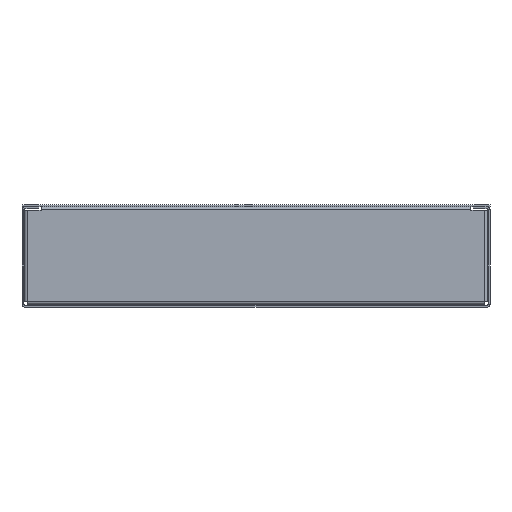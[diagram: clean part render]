
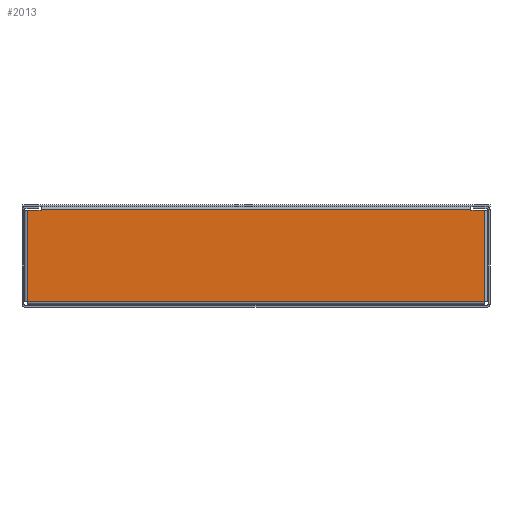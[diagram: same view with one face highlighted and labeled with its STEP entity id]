
A CAD part, front view. The second image highlights one B-rep face of the part: STEP entity #2013.
In plain terms, the highlighted planar face has unit normal (0, -1, 0).
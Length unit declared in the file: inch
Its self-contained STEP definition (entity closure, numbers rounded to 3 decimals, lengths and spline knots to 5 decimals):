
#96 = CARTESIAN_POINT ( 'NONE',  ( 6.429, -8., 2.914 ) ) ;
#117 = EDGE_CURVE ( 'NONE', #4467, #4160, #5762, .T. ) ;
#198 = LINE ( 'NONE', #6181, #1785 ) ;
#254 = VERTEX_POINT ( 'NONE', #5134 ) ;
#275 = LINE ( 'NONE', #1689, #4696 ) ;
#448 = EDGE_CURVE ( 'NONE', #1810, #5880, #2167, .T. ) ;
#537 = VECTOR ( 'NONE', #4241, 39.37008 ) ;
#666 = CARTESIAN_POINT ( 'NONE',  ( -6.844, -8., 2.9 ) ) ;
#690 = CARTESIAN_POINT ( 'NONE',  ( 6.429, -8., 2.9 ) ) ;
#695 = VERTEX_POINT ( 'NONE', #4003 ) ;
#789 = DIRECTION ( 'NONE',  ( 0., 0., -1. ) ) ;
#895 = EDGE_LOOP ( 'NONE', ( #3247, #3817, #4926, #3819, #3208, #4947, #6061, #3681 ) ) ;
#941 = VECTOR ( 'NONE', #1964, 39.37008 ) ;
#1011 = CARTESIAN_POINT ( 'NONE',  ( 6.429, -8., 2.9 ) ) ;
#1206 = CARTESIAN_POINT ( 'NONE',  ( -6.844, -8., 2.9 ) ) ;
#1607 = LINE ( 'NONE', #3217, #5737 ) ;
#1629 = CARTESIAN_POINT ( 'NONE',  ( -6.429, -8., 2.9 ) ) ;
#1656 = VERTEX_POINT ( 'NONE', #6180 ) ;
#1689 = CARTESIAN_POINT ( 'NONE',  ( -6.844, -8., 2.9 ) ) ;
#1690 = EDGE_CURVE ( 'NONE', #254, #3385, #5295, .T. ) ;
#1785 = VECTOR ( 'NONE', #2601, 39.37008 ) ;
#1810 = VERTEX_POINT ( 'NONE', #96 ) ;
#1964 = DIRECTION ( 'NONE',  ( 0., 0., 1. ) ) ;
#2013 = ADVANCED_FACE ( 'NONE', ( #5172 ), #5769, .F. ) ;
#2125 = VECTOR ( 'NONE', #789, 39.37008 ) ;
#2167 = LINE ( 'NONE', #690, #537 ) ;
#2283 = DIRECTION ( 'NONE',  ( -1., 0., 0. ) ) ;
#2346 = EDGE_CURVE ( 'NONE', #695, #4467, #275, .T. ) ;
#2476 = VECTOR ( 'NONE', #5978, 39.37008 ) ;
#2601 = DIRECTION ( 'NONE',  ( -1., 0., 0. ) ) ;
#2789 = AXIS2_PLACEMENT_3D ( 'NONE', #666, #3273, #2283 ) ;
#3017 = LINE ( 'NONE', #3978, #2476 ) ;
#3208 = ORIENTED_EDGE ( 'NONE', *, *, #5531, .F. ) ;
#3217 = CARTESIAN_POINT ( 'NONE',  ( -6.844, -8., 2.9 ) ) ;
#3247 = ORIENTED_EDGE ( 'NONE', *, *, #3856, .F. ) ;
#3273 = DIRECTION ( 'NONE',  ( 0., 1., 0. ) ) ;
#3297 = DIRECTION ( 'NONE',  ( 1., 0., 0. ) ) ;
#3385 = VERTEX_POINT ( 'NONE', #4863 ) ;
#3574 = DIRECTION ( 'NONE',  ( 1., 0., 0. ) ) ;
#3681 = ORIENTED_EDGE ( 'NONE', *, *, #448, .F. ) ;
#3817 = ORIENTED_EDGE ( 'NONE', *, *, #117, .F. ) ;
#3819 = ORIENTED_EDGE ( 'NONE', *, *, #4027, .F. ) ;
#3856 = EDGE_CURVE ( 'NONE', #4160, #1810, #3017, .T. ) ;
#3978 = CARTESIAN_POINT ( 'NONE',  ( -6.844, -8., 2.914 ) ) ;
#4003 = CARTESIAN_POINT ( 'NONE',  ( -6.844, -8., 2.9 ) ) ;
#4027 = EDGE_CURVE ( 'NONE', #1656, #695, #1607, .T. ) ;
#4160 = VERTEX_POINT ( 'NONE', #5775 ) ;
#4241 = DIRECTION ( 'NONE',  ( 0., 0., -1. ) ) ;
#4467 = VERTEX_POINT ( 'NONE', #1629 ) ;
#4696 = VECTOR ( 'NONE', #3297, 39.37008 ) ;
#4863 = CARTESIAN_POINT ( 'NONE',  ( 6.844, -8., 0.166 ) ) ;
#4926 = ORIENTED_EDGE ( 'NONE', *, *, #2346, .F. ) ;
#4947 = ORIENTED_EDGE ( 'NONE', *, *, #1690, .F. ) ;
#4950 = VECTOR ( 'NONE', #3574, 39.37008 ) ;
#5134 = CARTESIAN_POINT ( 'NONE',  ( 6.844, -8., 2.9 ) ) ;
#5172 = FACE_OUTER_BOUND ( 'NONE', #895, .T. ) ;
#5295 = LINE ( 'NONE', #6211, #2125 ) ;
#5490 = CARTESIAN_POINT ( 'NONE',  ( -6.429, -8., 2.9 ) ) ;
#5531 = EDGE_CURVE ( 'NONE', #3385, #1656, #198, .T. ) ;
#5713 = LINE ( 'NONE', #1206, #4950 ) ;
#5737 = VECTOR ( 'NONE', #6173, 39.37008 ) ;
#5762 = LINE ( 'NONE', #5490, #941 ) ;
#5769 = PLANE ( 'NONE',  #2789 ) ;
#5775 = CARTESIAN_POINT ( 'NONE',  ( -6.429, -8., 2.914 ) ) ;
#5880 = VERTEX_POINT ( 'NONE', #1011 ) ;
#5964 = EDGE_CURVE ( 'NONE', #5880, #254, #5713, .T. ) ;
#5978 = DIRECTION ( 'NONE',  ( 1., 0., 0. ) ) ;
#6061 = ORIENTED_EDGE ( 'NONE', *, *, #5964, .F. ) ;
#6173 = DIRECTION ( 'NONE',  ( 0., 0., 1. ) ) ;
#6180 = CARTESIAN_POINT ( 'NONE',  ( -6.844, -8., 0.166 ) ) ;
#6181 = CARTESIAN_POINT ( 'NONE',  ( -6.844, -8., 0.166 ) ) ;
#6211 = CARTESIAN_POINT ( 'NONE',  ( 6.844, -8., 2.9 ) ) ;
